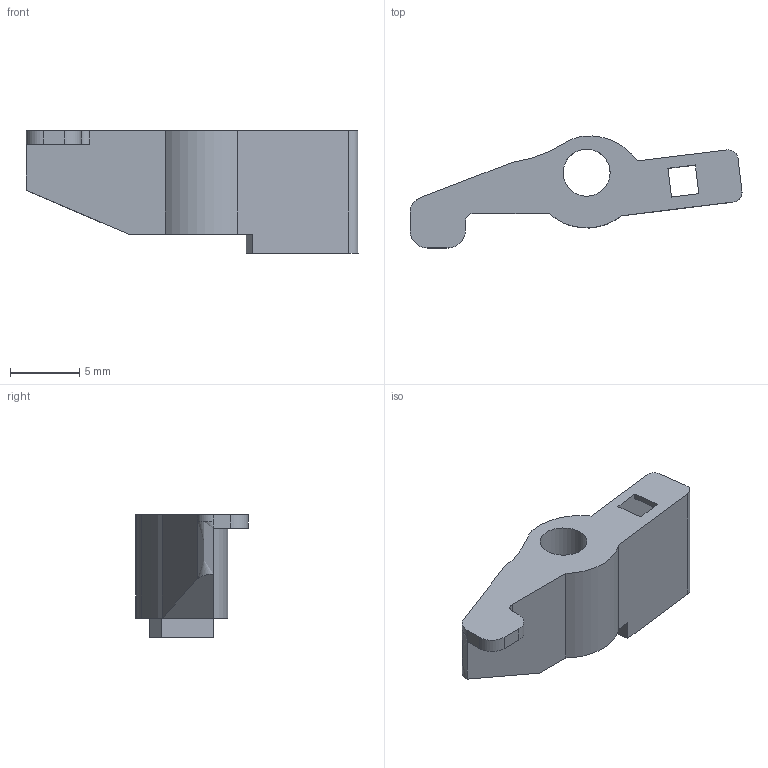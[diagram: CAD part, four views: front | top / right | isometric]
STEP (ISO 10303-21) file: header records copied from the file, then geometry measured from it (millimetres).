
FILE_DESCRIPTION(/* description */ ('STEP AP242','CAx-IF Rec.Pracs.---Representation and Presentation of Product Manufacturing Information (PMI)---4.0---2014-10-13','CAx-IF Rec.Pracs.---3D Tessellated Geometry---0.4---2014-09-14','2;1'),/* implementation_level */ '2;1');
FILE_NAME(/* name */ '61e194660802a603c997f1a8',/* time_stamp */ '2022-01-14T15:19:03+00:00',/* author */ (''),/* organization */ (''),/* preprocessor_version */ 'ST-DEVELOPER v18.101',/* originating_system */ ' ',/* authorisation */ ' ');
FILE_SCHEMA (('AP242_MANAGED_MODEL_BASED_3D_ENGINEERING_MIM_LF { 1 0 10303 442 1 1 4 }'));
Length unit declared in the file: metre
Products named in the file (1): extrusor_mini_3dvfos_FSLever v1
Bounding box: 24.03 x 8.11 x 8.9 mm (x, y, z)
Volume: 542.3 mm3; surface area: 814.6 mm2
Topology: 1 solids, 1 shells, 36 faces, 107 edges, 73 vertices
Faces by surface type: plane 23, cylinder 12, bspline 1
Full cylindrical faces by diameter (mm): 3.4 x1
Entity records: 1267 total; most frequent: CARTESIAN_POINT 271, ORIENTED_EDGE 212, DIRECTION 189, EDGE_CURVE 106, VERTEX_POINT 73, LINE 71, VECTOR 71, AXIS2_PLACEMENT_3D 59
